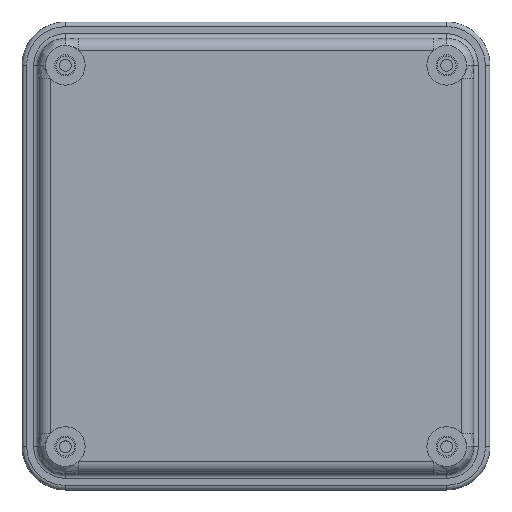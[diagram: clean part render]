
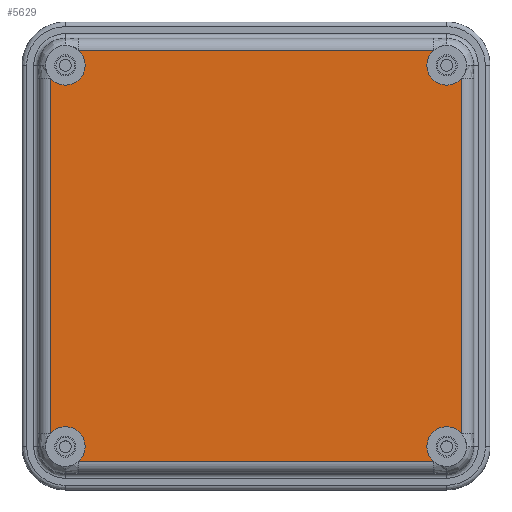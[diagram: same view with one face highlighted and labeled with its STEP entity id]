
A CAD part, top view. The second image highlights one B-rep face of the part: STEP entity #5629.
In plain terms, the highlighted planar face has unit normal (0, 0, 1).
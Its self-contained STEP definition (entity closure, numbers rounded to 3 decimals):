
#143 = ORIENTED_EDGE ( 'NONE', *, *, #3535, .F. ) ;
#679 = DIRECTION ( 'NONE',  ( -1., 0., 0. ) ) ;
#755 = ORIENTED_EDGE ( 'NONE', *, *, #13436, .F. ) ;
#805 = VERTEX_POINT ( 'NONE', #7046 ) ;
#834 = EDGE_CURVE ( 'NONE', #18557, #1022, #16422, .T. ) ;
#945 = DIRECTION ( 'NONE',  ( -1., 0., 0. ) ) ;
#1022 = VERTEX_POINT ( 'NONE', #5228 ) ;
#1316 = DIRECTION ( 'NONE',  ( 0., 0., 1. ) ) ;
#1404 = AXIS2_PLACEMENT_3D ( 'NONE', #11614, #14989, #945 ) ;
#2202 = CIRCLE ( 'NONE', #10164, 4.25 ) ;
#2272 = DIRECTION ( 'NONE',  ( 0., 0., 1. ) ) ;
#2368 = CARTESIAN_POINT ( 'NONE',  ( -40.75, 40.75, 48.5 ) ) ;
#2687 = EDGE_CURVE ( 'NONE', #805, #19084, #11060, .T. ) ;
#2803 = DIRECTION ( 'NONE',  ( 0., 1., 0. ) ) ;
#2989 = CARTESIAN_POINT ( 'NONE',  ( -38.011, 44., 48.5 ) ) ;
#3355 = ORIENTED_EDGE ( 'NONE', *, *, #834, .F. ) ;
#3390 = EDGE_CURVE ( 'NONE', #15778, #805, #17604, .T. ) ;
#3402 = CARTESIAN_POINT ( 'NONE',  ( -40.75, -40.75, 48.5 ) ) ;
#3535 = EDGE_CURVE ( 'NONE', #6838, #15257, #17087, .T. ) ;
#3668 = EDGE_CURVE ( 'NONE', #15257, #18557, #4948, .T. ) ;
#3718 = EDGE_CURVE ( 'NONE', #5959, #15778, #16626, .T. ) ;
#3798 = CARTESIAN_POINT ( 'NONE',  ( 44., -40.75, 48.5 ) ) ;
#3851 = CARTESIAN_POINT ( 'NONE',  ( 44., 38.011, 48.5 ) ) ;
#4180 = DIRECTION ( 'NONE',  ( 0., 0., 1. ) ) ;
#4470 = VERTEX_POINT ( 'NONE', #9079 ) ;
#4948 = CIRCLE ( 'NONE', #9404, 4.25 ) ;
#4997 = AXIS2_PLACEMENT_3D ( 'NONE', #12547, #8252, #679 ) ;
#5146 = DIRECTION ( 'NONE',  ( -1., 0., 0. ) ) ;
#5228 = CARTESIAN_POINT ( 'NONE',  ( -38.011, -44., 48.5 ) ) ;
#5371 = ORIENTED_EDGE ( 'NONE', *, *, #12638, .F. ) ;
#5486 = CARTESIAN_POINT ( 'NONE',  ( 36.5, -40.75, 48.5 ) ) ;
#5522 = AXIS2_PLACEMENT_3D ( 'NONE', #9975, #1316, #7090 ) ;
#5629 = ADVANCED_FACE ( 'NONE', ( #12095 ), #15084, .F. ) ;
#5959 = VERTEX_POINT ( 'NONE', #2989 ) ;
#5993 = CARTESIAN_POINT ( 'NONE',  ( 38.011, -44., 48.5 ) ) ;
#6162 = CARTESIAN_POINT ( 'NONE',  ( -40.75, 44., 48.5 ) ) ;
#6208 = EDGE_CURVE ( 'NONE', #4470, #5959, #18475, .T. ) ;
#6389 = ORIENTED_EDGE ( 'NONE', *, *, #3390, .F. ) ;
#6452 = DIRECTION ( 'NONE',  ( 0., 0., 1. ) ) ;
#6838 = VERTEX_POINT ( 'NONE', #7619 ) ;
#7046 = CARTESIAN_POINT ( 'NONE',  ( 36.5, 40.75, 48.5 ) ) ;
#7090 = DIRECTION ( 'NONE',  ( -1., 0., 0. ) ) ;
#7091 = VECTOR ( 'NONE', #9873, 1000. ) ;
#7094 = LINE ( 'NONE', #3798, #7091 ) ;
#7619 = CARTESIAN_POINT ( 'NONE',  ( 44., -38.011, 48.5 ) ) ;
#7696 = DIRECTION ( 'NONE',  ( 0., 0., 1. ) ) ;
#7943 = CARTESIAN_POINT ( 'NONE',  ( -40.75, -40.75, 48.5 ) ) ;
#8047 = DIRECTION ( 'NONE',  ( 0., 0., 1. ) ) ;
#8176 = VERTEX_POINT ( 'NONE', #19652 ) ;
#8252 = DIRECTION ( 'NONE',  ( 0., 0., 1. ) ) ;
#8308 = ORIENTED_EDGE ( 'NONE', *, *, #6208, .F. ) ;
#8467 = ORIENTED_EDGE ( 'NONE', *, *, #16572, .F. ) ;
#8559 = CARTESIAN_POINT ( 'NONE',  ( 40.75, -40.75, 48.5 ) ) ;
#8644 = CARTESIAN_POINT ( 'NONE',  ( -40.75, -44., 48.5 ) ) ;
#8761 = DIRECTION ( 'NONE',  ( -1., 0., 0. ) ) ;
#8984 = VECTOR ( 'NONE', #11835, 1000. ) ;
#9053 = DIRECTION ( 'NONE',  ( 1., 0., 0. ) ) ;
#9079 = CARTESIAN_POINT ( 'NONE',  ( -36.5, 40.75, 48.5 ) ) ;
#9089 = VERTEX_POINT ( 'NONE', #17482 ) ;
#9404 = AXIS2_PLACEMENT_3D ( 'NONE', #8559, #4180, #8761 ) ;
#9569 = ORIENTED_EDGE ( 'NONE', *, *, #3668, .F. ) ;
#9649 = AXIS2_PLACEMENT_3D ( 'NONE', #3402, #7696, #18553 ) ;
#9868 = AXIS2_PLACEMENT_3D ( 'NONE', #2368, #8047, #5146 ) ;
#9873 = DIRECTION ( 'NONE',  ( 0., -1., 0. ) ) ;
#9898 = ORIENTED_EDGE ( 'NONE', *, *, #2687, .F. ) ;
#9947 = CARTESIAN_POINT ( 'NONE',  ( 40.75, 40.75, 48.5 ) ) ;
#9975 = CARTESIAN_POINT ( 'NONE',  ( 40.75, 40.75, 48.5 ) ) ;
#10164 = AXIS2_PLACEMENT_3D ( 'NONE', #7943, #6452, #12612 ) ;
#10326 = EDGE_LOOP ( 'NONE', ( #12395, #8467, #5371, #3355, #9569, #143, #17247, #9898, #6389, #19120, #8308, #755 ) ) ;
#10520 = EDGE_CURVE ( 'NONE', #12304, #8176, #14952, .T. ) ;
#10705 = CARTESIAN_POINT ( 'NONE',  ( -40.75, -40.75, 48.5 ) ) ;
#10924 = CARTESIAN_POINT ( 'NONE',  ( -44., -38.011, 48.5 ) ) ;
#11060 = CIRCLE ( 'NONE', #19342, 4.25 ) ;
#11614 = CARTESIAN_POINT ( 'NONE',  ( -40.75, 40.75, 48.5 ) ) ;
#11835 = DIRECTION ( 'NONE',  ( -1., 0., 0. ) ) ;
#11919 = DIRECTION ( 'NONE',  ( -1., 0., 0. ) ) ;
#12095 = FACE_OUTER_BOUND ( 'NONE', #10326, .T. ) ;
#12304 = VERTEX_POINT ( 'NONE', #10924 ) ;
#12395 = ORIENTED_EDGE ( 'NONE', *, *, #10520, .F. ) ;
#12547 = CARTESIAN_POINT ( 'NONE',  ( 40.75, -40.75, 48.5 ) ) ;
#12612 = DIRECTION ( 'NONE',  ( -1., 0., 0. ) ) ;
#12638 = EDGE_CURVE ( 'NONE', #1022, #9089, #18247, .T. ) ;
#13436 = EDGE_CURVE ( 'NONE', #8176, #4470, #17302, .T. ) ;
#13682 = DIRECTION ( 'NONE',  ( 0., 0., -1. ) ) ;
#13735 = VECTOR ( 'NONE', #2803, 1000. ) ;
#14952 = LINE ( 'NONE', #19340, #13735 ) ;
#14989 = DIRECTION ( 'NONE',  ( 0., 0., 1. ) ) ;
#15084 = PLANE ( 'NONE',  #16850 ) ;
#15257 = VERTEX_POINT ( 'NONE', #5486 ) ;
#15778 = VERTEX_POINT ( 'NONE', #17576 ) ;
#16422 = LINE ( 'NONE', #8644, #8984 ) ;
#16572 = EDGE_CURVE ( 'NONE', #9089, #12304, #2202, .T. ) ;
#16626 = LINE ( 'NONE', #6162, #18932 ) ;
#16850 = AXIS2_PLACEMENT_3D ( 'NONE', #10705, #13682, #17873 ) ;
#17087 = CIRCLE ( 'NONE', #4997, 4.25 ) ;
#17247 = ORIENTED_EDGE ( 'NONE', *, *, #17371, .F. ) ;
#17302 = CIRCLE ( 'NONE', #1404, 4.25 ) ;
#17371 = EDGE_CURVE ( 'NONE', #19084, #6838, #7094, .T. ) ;
#17482 = CARTESIAN_POINT ( 'NONE',  ( -36.5, -40.75, 48.5 ) ) ;
#17576 = CARTESIAN_POINT ( 'NONE',  ( 38.011, 44., 48.5 ) ) ;
#17604 = CIRCLE ( 'NONE', #5522, 4.25 ) ;
#17873 = DIRECTION ( 'NONE',  ( 0., -1., 0. ) ) ;
#18247 = CIRCLE ( 'NONE', #9649, 4.25 ) ;
#18475 = CIRCLE ( 'NONE', #9868, 4.25 ) ;
#18553 = DIRECTION ( 'NONE',  ( -1., 0., 0. ) ) ;
#18557 = VERTEX_POINT ( 'NONE', #5993 ) ;
#18932 = VECTOR ( 'NONE', #9053, 1000. ) ;
#19084 = VERTEX_POINT ( 'NONE', #3851 ) ;
#19120 = ORIENTED_EDGE ( 'NONE', *, *, #3718, .F. ) ;
#19340 = CARTESIAN_POINT ( 'NONE',  ( -44., -40.75, 48.5 ) ) ;
#19342 = AXIS2_PLACEMENT_3D ( 'NONE', #9947, #2272, #11919 ) ;
#19652 = CARTESIAN_POINT ( 'NONE',  ( -44., 38.011, 48.5 ) ) ;
